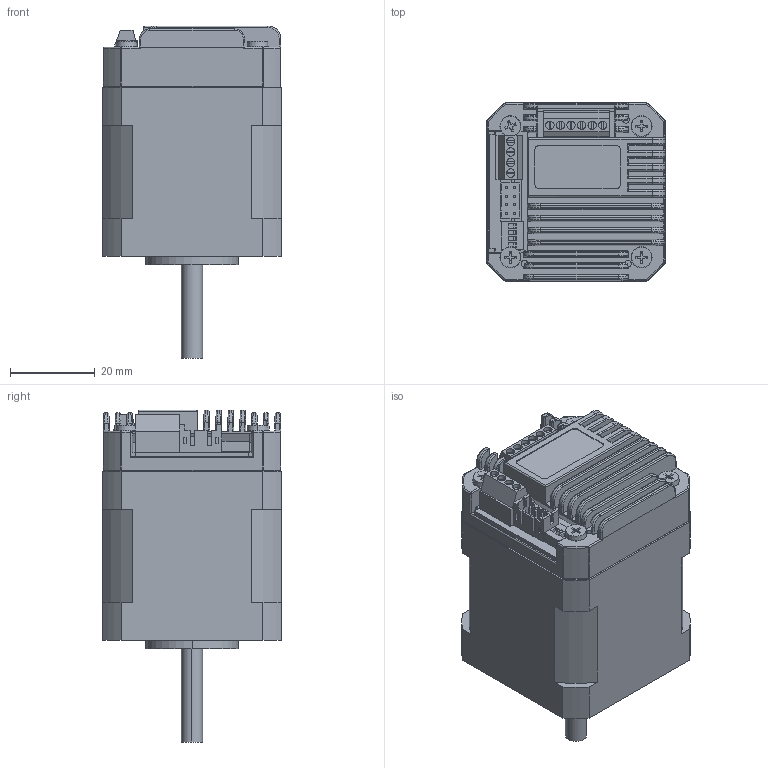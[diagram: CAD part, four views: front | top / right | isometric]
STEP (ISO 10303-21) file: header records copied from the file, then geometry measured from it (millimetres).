
FILE_DESCRIPTION (( 'STEP AP203' ), '1' );
FILE_NAME ('NU-StepIE42.STEP', '2020-01-15T08:26:45', ( '' ), ( '' ), 'SwSTEP 2.0', 'SolidWorks 2015', '' );
FILE_SCHEMA (( 'CONFIG_CONTROL_DESIGN' ));
Length unit declared in the file: millimetre
Products named in the file (11): B8B-PHDSS; cross recessed cheese head screws type a gb_GB_CROSS_SCREWS_TYPE135 M3X10-N; cross recessed cheese head screws type a gb_GB_CROSS_SCREWS_TYPE135 M3X8-N; 42PCB 2; cross recessed cheese head screws type a gb_GB_CROSS_SCREWS_TYPE135 M3X9-N; 42萇儂; zz-6; zz-4; 42綴欶; NU-StepIE42; 畢鎢
Assembly tree (11 placements, depth 2):
  NU-StepIE42
    42綴欶
    42PCB 2
    42萇儂
    zz-6
    zz-4
    B8B-PHDSS
    畢鎢
    cross recessed cheese head screws type a gb_GB_CROSS_SCREWS_TYPE135 M3X9-N  x2
    cross recessed cheese head screws type a gb_GB_CROSS_SCREWS_TYPE135 M3X8-N
    cross recessed cheese head screws type a gb_GB_CROSS_SCREWS_TYPE135 M3X10-N
Bounding box: 42.3 x 42.3 x 78.5 mm (x, y, z)
Volume: 80216.9 mm3; surface area: 24327.3 mm2
Topology: 11 solids, 11 shells, 985 faces, 2434 edges, 1501 vertices
Faces by surface type: plane 502, cylinder 333, sphere 55, bspline 40, cone 29, torus 26
Entity records: 30027 total; most frequent: CARTESIAN_POINT 6504, ORIENTED_EDGE 4686, DIRECTION 4627, EDGE_CURVE 2343, VECTOR 1547, LINE 1547, AXIS2_PLACEMENT_3D 1540, VERTEX_POINT 1455
